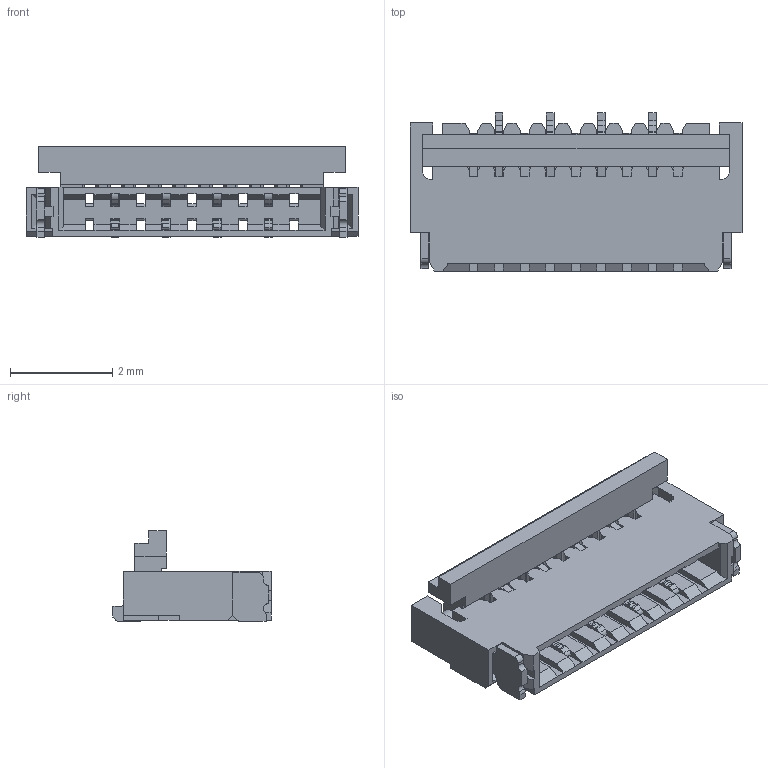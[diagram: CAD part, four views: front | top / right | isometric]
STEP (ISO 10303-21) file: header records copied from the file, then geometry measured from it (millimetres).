
FILE_DESCRIPTION(/* description */ ('Unknown'),/* implementation_level */ '2;1');
FILE_NAME(/* name */ '686104189122',/* time_stamp */ '2021-05-24T11:39:18+02:00',/* author */ ('Unknown'),/* organization */ ('Unknown'),/* preprocessor_version */ 'ST-DEVELOPER v16.7',/* originating_system */ 'Solid Edge',/* authorisation */ 'Unknown');
FILE_SCHEMA (('AUTOMOTIVE_DESIGN {1 0 10303 214 3 1 1}'));
Length unit declared in the file: millimetre
Products named in the file (5): 6861xx189122; 686104189122; 6861xx189122_Pin; 6861xx189122_PadSoud; 686104189122_Cover
Assembly tree (8 placements, depth 2):
  6861xx189122
    686104189122
    6861xx189122_Pin  x4
    6861xx189122_PadSoud  x2
    686104189122_Cover
Bounding box: 6.5 x 3.1 x 1.78 mm (x, y, z)
Volume: 13.1 mm3; surface area: 139.3 mm2
Topology: 8 solids, 8 shells, 932 faces, 2812 edges, 1860 vertices
Faces by surface type: plane 671, cylinder 261
Full cylindrical faces by diameter (mm): 0.44 x2
Entity records: 22630 total; most frequent: ORIENTED_EDGE 4052, CARTESIAN_POINT 4038, DIRECTION 3617, EDGE_CURVE 2026, LINE 1777, VECTOR 1777, VERTEX_POINT 1337, AXIS2_PLACEMENT_3D 920
